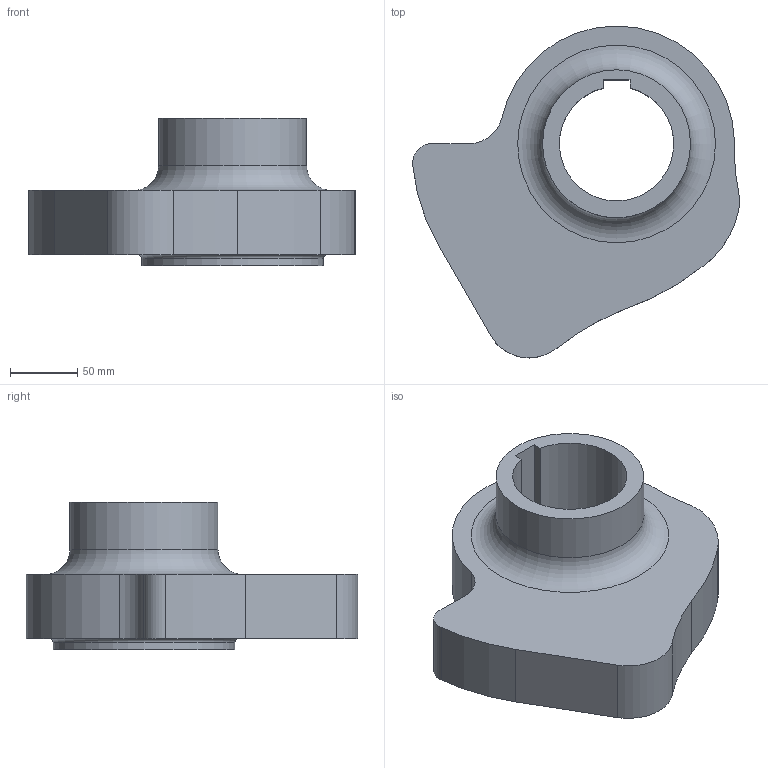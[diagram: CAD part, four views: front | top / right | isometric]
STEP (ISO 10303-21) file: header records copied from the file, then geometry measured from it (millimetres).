
FILE_DESCRIPTION(('STEP AP214'),'1');
FILE_NAME('cam33.stp','2023-08-31T09:39:32',(' '),(' '),'Spatial InterOp 3D',' ',' ');
FILE_SCHEMA(('AUTOMOTIVE_DESIGN { 1 0 10303 214 1 1 1 1 }'));
Length unit declared in the file: millimetre
Products named in the file (1): 1
Bounding box: 242.88 x 246.7 x 109.76 mm (x, y, z)
Volume: 1937762.4 mm3; surface area: 154713.7 mm2
Topology: 1 solids, 1 shells, 24 faces, 60 edges, 40 vertices
Faces by surface type: cylinder 13, plane 9, torus 2
Full cylindrical faces by diameter (mm): 110 x1, 135 x1
Entity records: 713 total; most frequent: DIRECTION 132, CARTESIAN_POINT 117, ORIENTED_EDGE 108, EDGE_CURVE 54, AXIS2_PLACEMENT_3D 53, VERTEX_POINT 38, EDGE_LOOP 32, FACE_OUTER_BOUND 28
